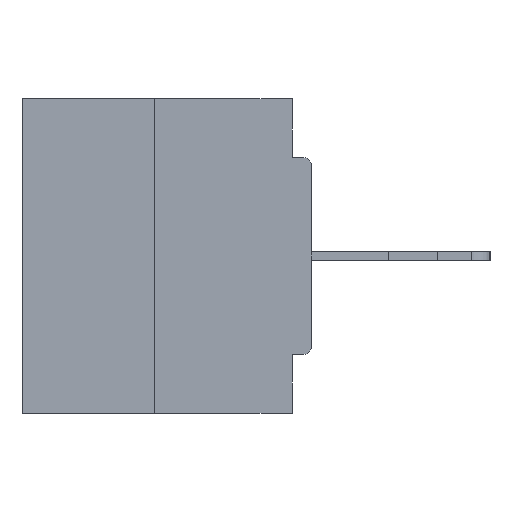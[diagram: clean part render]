
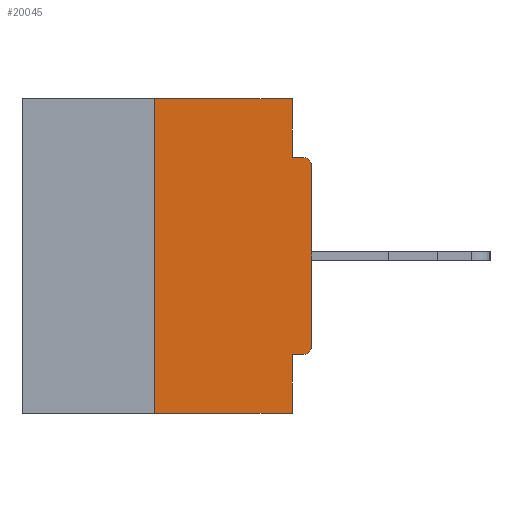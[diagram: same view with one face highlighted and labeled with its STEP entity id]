
A CAD part, left-side view. The second image highlights one B-rep face of the part: STEP entity #20045.
In plain terms, the highlighted planar face has unit normal (-1, 0, 0).
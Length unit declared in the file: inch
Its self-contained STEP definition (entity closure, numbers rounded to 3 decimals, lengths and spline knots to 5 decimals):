
#753 = VECTOR ( 'NONE', #11496, 39.37008 ) ;
#1286 = CIRCLE ( 'NONE', #10269, 0.015 ) ;
#1329 = ORIENTED_EDGE ( 'NONE', *, *, #30728, .T. ) ;
#2080 = CARTESIAN_POINT ( 'NONE',  ( 0., 0., 0. ) ) ;
#2084 = ORIENTED_EDGE ( 'NONE', *, *, #5653, .T. ) ;
#2100 = CARTESIAN_POINT ( 'NONE',  ( 0., 0., -0.0935 ) ) ;
#2125 = CARTESIAN_POINT ( 'NONE',  ( 0., 0.015, -0.1085 ) ) ;
#2130 = AXIS2_PLACEMENT_3D ( 'NONE', #2125, #7253, #12318 ) ;
#2747 = ORIENTED_EDGE ( 'NONE', *, *, #3610, .T. ) ;
#2833 = CIRCLE ( 'NONE', #2130, 0.015 ) ;
#3329 = AXIS2_PLACEMENT_3D ( 'NONE', #8468, #13735, #3652 ) ;
#3458 = VERTEX_POINT ( 'NONE', #5547 ) ;
#3610 = EDGE_CURVE ( 'NONE', #10278, #7876, #2833, .T. ) ;
#3652 = DIRECTION ( 'NONE',  ( 0., 0., -1. ) ) ;
#3787 = EDGE_LOOP ( 'NONE', ( #26951, #27516, #1329, #6257, #13773, #13186, #2084, #2747, #10279, #11680 ) ) ;
#4159 = DIRECTION ( 'NONE',  ( 0., -1., 0. ) ) ;
#4516 = DIRECTION ( 'NONE',  ( 0., 0., -1. ) ) ;
#5436 = CARTESIAN_POINT ( 'NONE',  ( 0., 0., -0.3915 ) ) ;
#5547 = CARTESIAN_POINT ( 'NONE',  ( 0., 0.031, 0. ) ) ;
#5653 = EDGE_CURVE ( 'NONE', #16017, #10278, #7718, .T. ) ;
#5986 = CARTESIAN_POINT ( 'NONE',  ( 0., 0., -0.1085 ) ) ;
#6229 = CARTESIAN_POINT ( 'NONE',  ( 0., 0.031, -0.4065 ) ) ;
#6257 = ORIENTED_EDGE ( 'NONE', *, *, #27739, .F. ) ;
#7092 = EDGE_CURVE ( 'NONE', #3458, #19545, #9864, .T. ) ;
#7253 = DIRECTION ( 'NONE',  ( -1., 0., 0. ) ) ;
#7486 = CARTESIAN_POINT ( 'NONE',  ( 0., 0.25, -0.5 ) ) ;
#7718 = LINE ( 'NONE', #2080, #28134 ) ;
#7876 = VERTEX_POINT ( 'NONE', #31001 ) ;
#8003 = EDGE_CURVE ( 'NONE', #19455, #18463, #8995, .T. ) ;
#8406 = CARTESIAN_POINT ( 'NONE',  ( 0., 0.25, 0. ) ) ;
#8468 = CARTESIAN_POINT ( 'NONE',  ( 0., 0.46, 0. ) ) ;
#8825 = LINE ( 'NONE', #18627, #27650 ) ;
#8995 = LINE ( 'NONE', #26481, #753 ) ;
#9404 = EDGE_CURVE ( 'NONE', #19545, #7876, #23661, .T. ) ;
#9864 = LINE ( 'NONE', #23934, #15379 ) ;
#10269 = AXIS2_PLACEMENT_3D ( 'NONE', #24020, #29301, #26586 ) ;
#10278 = VERTEX_POINT ( 'NONE', #5986 ) ;
#10279 = ORIENTED_EDGE ( 'NONE', *, *, #9404, .F. ) ;
#10388 = VECTOR ( 'NONE', #25043, 39.37008 ) ;
#11496 = DIRECTION ( 'NONE',  ( 0., 1., 0. ) ) ;
#11680 = ORIENTED_EDGE ( 'NONE', *, *, #7092, .F. ) ;
#12318 = DIRECTION ( 'NONE',  ( 0., 0., -1. ) ) ;
#12434 = VECTOR ( 'NONE', #4516, 39.37008 ) ;
#13186 = ORIENTED_EDGE ( 'NONE', *, *, #19021, .T. ) ;
#13240 = EDGE_CURVE ( 'NONE', #17030, #26450, #17979, .T. ) ;
#13339 = FACE_OUTER_BOUND ( 'NONE', #3787, .T. ) ;
#13735 = DIRECTION ( 'NONE',  ( 1., 0., 0. ) ) ;
#13773 = ORIENTED_EDGE ( 'NONE', *, *, #8003, .F. ) ;
#14400 = CARTESIAN_POINT ( 'NONE',  ( 0., 0.25, 0. ) ) ;
#15379 = VECTOR ( 'NONE', #24115, 39.37008 ) ;
#16017 = VERTEX_POINT ( 'NONE', #5436 ) ;
#16658 = CARTESIAN_POINT ( 'NONE',  ( 0., 0.46, 0. ) ) ;
#17030 = VERTEX_POINT ( 'NONE', #7486 ) ;
#17979 = LINE ( 'NONE', #14400, #20728 ) ;
#18463 = VERTEX_POINT ( 'NONE', #6229 ) ;
#18627 = CARTESIAN_POINT ( 'NONE',  ( 0., 0.46, -0.5 ) ) ;
#18779 = PLANE ( 'NONE',  #3329 ) ;
#19021 = EDGE_CURVE ( 'NONE', #19455, #16017, #1286, .T. ) ;
#19455 = VERTEX_POINT ( 'NONE', #26745 ) ;
#19545 = VERTEX_POINT ( 'NONE', #22952 ) ;
#19634 = DIRECTION ( 'NONE',  ( 0., 0., 1. ) ) ;
#20045 = ADVANCED_FACE ( 'NONE', ( #13339 ), #18779, .F. ) ;
#20728 = VECTOR ( 'NONE', #31811, 39.37008 ) ;
#20946 = EDGE_CURVE ( 'NONE', #26450, #3458, #30081, .T. ) ;
#21215 = VERTEX_POINT ( 'NONE', #31846 ) ;
#21265 = DIRECTION ( 'NONE',  ( 0., -1., 0. ) ) ;
#21852 = VECTOR ( 'NONE', #4159, 39.37008 ) ;
#22044 = CARTESIAN_POINT ( 'NONE',  ( 0., 0.031, -0.5 ) ) ;
#22601 = LINE ( 'NONE', #22044, #12434 ) ;
#22952 = CARTESIAN_POINT ( 'NONE',  ( 0., 0.031, -0.0935 ) ) ;
#23661 = LINE ( 'NONE', #2100, #10388 ) ;
#23934 = CARTESIAN_POINT ( 'NONE',  ( 0., 0.031, 0. ) ) ;
#24020 = CARTESIAN_POINT ( 'NONE',  ( 0., 0.015, -0.3915 ) ) ;
#24115 = DIRECTION ( 'NONE',  ( 0., 0., -1. ) ) ;
#25043 = DIRECTION ( 'NONE',  ( 0., -1., 0. ) ) ;
#26450 = VERTEX_POINT ( 'NONE', #8406 ) ;
#26481 = CARTESIAN_POINT ( 'NONE',  ( 0., 0., -0.4065 ) ) ;
#26586 = DIRECTION ( 'NONE',  ( 0., 0., -1. ) ) ;
#26745 = CARTESIAN_POINT ( 'NONE',  ( 0., 0.015, -0.4065 ) ) ;
#26951 = ORIENTED_EDGE ( 'NONE', *, *, #20946, .F. ) ;
#27516 = ORIENTED_EDGE ( 'NONE', *, *, #13240, .F. ) ;
#27650 = VECTOR ( 'NONE', #21265, 39.37008 ) ;
#27739 = EDGE_CURVE ( 'NONE', #18463, #21215, #22601, .T. ) ;
#28134 = VECTOR ( 'NONE', #19634, 39.37008 ) ;
#29301 = DIRECTION ( 'NONE',  ( -1., 0., 0. ) ) ;
#30081 = LINE ( 'NONE', #16658, #21852 ) ;
#30728 = EDGE_CURVE ( 'NONE', #17030, #21215, #8825, .T. ) ;
#31001 = CARTESIAN_POINT ( 'NONE',  ( 0., 0.015, -0.0935 ) ) ;
#31811 = DIRECTION ( 'NONE',  ( 0., 0., 1. ) ) ;
#31846 = CARTESIAN_POINT ( 'NONE',  ( 0., 0.031, -0.5 ) ) ;
